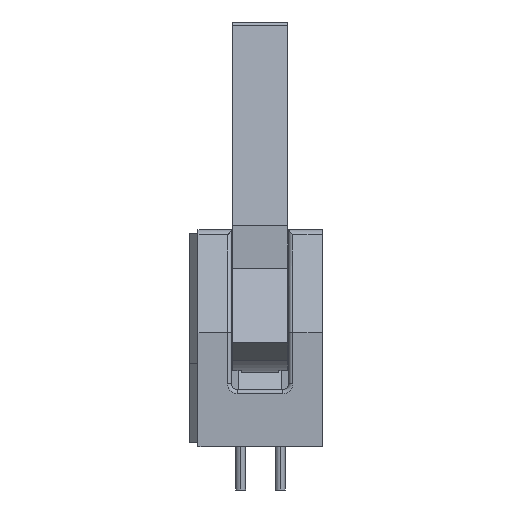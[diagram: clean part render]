
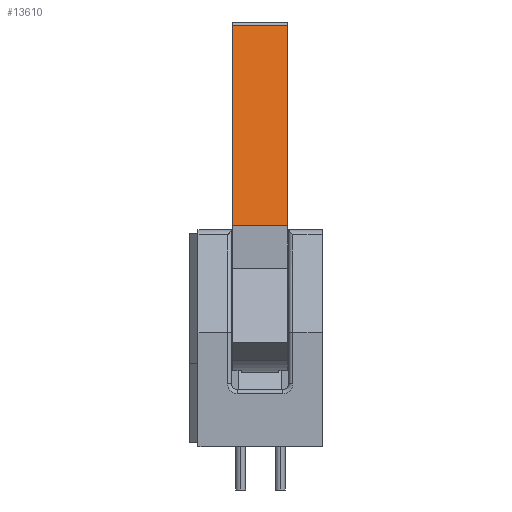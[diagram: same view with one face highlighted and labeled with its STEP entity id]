
A CAD part, left-side view. The second image highlights one B-rep face of the part: STEP entity #13610.
In plain terms, the highlighted planar face has unit normal (-0.988, 0, 0.156).
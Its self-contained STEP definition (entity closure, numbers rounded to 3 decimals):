
#12924=DIRECTION('',(-0.156,0.,-0.988));
#12925=VECTOR('',#12924,13.07);
#12926=CARTESIAN_POINT('',(-17.335,-1.778,13.172));
#12927=LINE('',#12926,#12925);
#13030=DIRECTION('',(-0.156,0.,-0.988));
#13031=VECTOR('',#13030,13.07);
#13032=CARTESIAN_POINT('',(-17.335,1.778,13.172));
#13033=LINE('',#13032,#13031);
#13073=DIRECTION('',(0.,-1.,0.));
#13074=VECTOR('',#13073,3.556);
#13075=CARTESIAN_POINT('',(-17.335,1.778,13.172));
#13076=LINE('',#13075,#13074);
#13077=DIRECTION('',(0.,-1.,0.));
#13078=VECTOR('',#13077,3.556);
#13079=CARTESIAN_POINT('',(-19.38,1.778,0.263));
#13080=LINE('',#13079,#13078);
#13161=CARTESIAN_POINT('',(-17.335,1.778,13.172));
#13162=VERTEX_POINT('',#13161);
#13163=CARTESIAN_POINT('',(-19.38,1.778,0.263));
#13164=VERTEX_POINT('',#13163);
#13183=CARTESIAN_POINT('',(-17.335,-1.778,13.172));
#13184=VERTEX_POINT('',#13183);
#13185=CARTESIAN_POINT('',(-19.38,-1.778,0.263));
#13186=VERTEX_POINT('',#13185);
#13598=CARTESIAN_POINT('',(-17.335,1.778,13.172));
#13599=DIRECTION('',(-0.988,0.,0.156));
#13600=DIRECTION('',(-0.156,0.,-0.988));
#13601=AXIS2_PLACEMENT_3D('',#13598,#13599,#13600);
#13602=PLANE('',#13601);
#13603=ORIENTED_EDGE('',*,*,#13554,.F.);
#13604=ORIENTED_EDGE('',*,*,#13593,.T.);
#13605=ORIENTED_EDGE('',*,*,#13426,.T.);
#13607=ORIENTED_EDGE('',*,*,#13606,.F.);
#13608=EDGE_LOOP('',(#13603,#13604,#13605,#13607));
#13609=FACE_OUTER_BOUND('',#13608,.F.);
#13426=EDGE_CURVE('',#13184,#13186,#12927,.T.);
#13554=EDGE_CURVE('',#13162,#13164,#13033,.T.);
#13593=EDGE_CURVE('',#13162,#13184,#13076,.T.);
#13606=EDGE_CURVE('',#13164,#13186,#13080,.T.);
#13610=ADVANCED_FACE('',(#13609),#13602,.T.);
